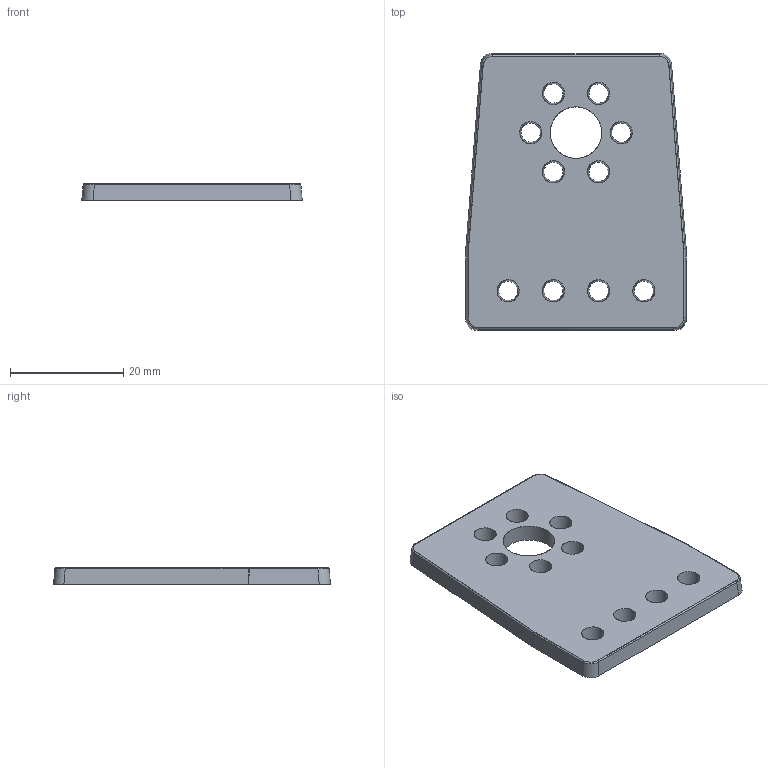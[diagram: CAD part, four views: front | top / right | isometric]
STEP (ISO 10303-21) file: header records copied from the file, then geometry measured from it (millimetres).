
FILE_DESCRIPTION(/* description */ (''),/* implementation_level */ '2;1');
FILE_NAME(/* name */ 'REVMOT~2',/* time_stamp */ '2018-12-31T13:28:52-05:00',/* author */ (''),/* organization */ (''),/* preprocessor_version */ 'ST-DEVELOPER v16.5',/* originating_system */ '',/* authorisation */ '');
FILE_SCHEMA (('AUTOMOTIVE_DESIGN'));
Length unit declared in the file: inch
Products named in the file (1): Document
Bounding box: 39 x 49 x 3 mm (x, y, z)
Surface area: 4156.4 mm2 (no closed solid volume)
Topology: 0 solids, 2 shells, 48 faces, 139 edges, 95 vertices
Faces by surface type: bspline 40, plane 8
Entity records: 2440 total; most frequent: CARTESIAN_POINT 1648, ORIENTED_EDGE 230, EDGE_CURVE 138, VERTEX_POINT 92, B_SPLINE_CURVE_WITH_KNOTS 76, EDGE_LOOP 70, ADVANCED_FACE 48, FACE_OUTER_BOUND 48
